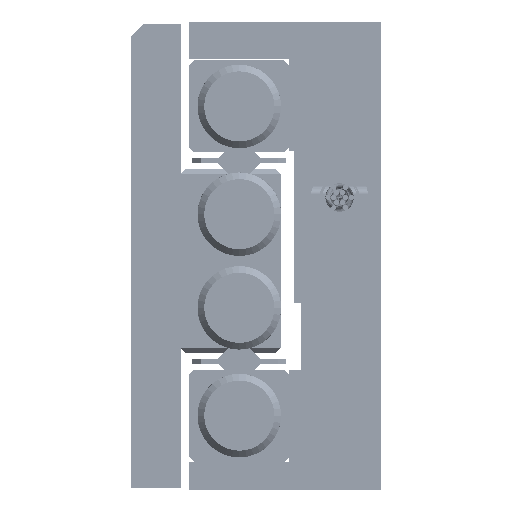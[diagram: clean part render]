
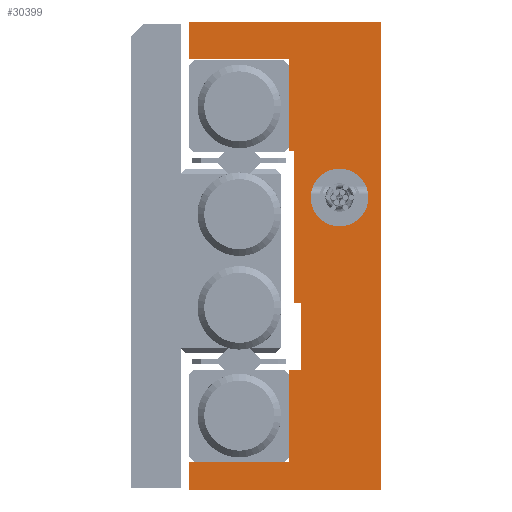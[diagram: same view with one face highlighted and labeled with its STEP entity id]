
A CAD part, left-side view. The second image highlights one B-rep face of the part: STEP entity #30399.
In plain terms, the highlighted planar face has unit normal (-1, 0, 0).
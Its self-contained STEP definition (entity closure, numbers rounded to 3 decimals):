
#921 = ORIENTED_EDGE ( 'NONE', *, *, #47652, .F. ) ;
#1455 = VECTOR ( 'NONE', #47272, 1000. ) ;
#1551 = DIRECTION ( 'NONE',  ( 0., 0., -1. ) ) ;
#3086 = VECTOR ( 'NONE', #8475, 1000. ) ;
#3528 = CARTESIAN_POINT ( 'NONE',  ( -45., 5.2, 6.3 ) ) ;
#3565 = CARTESIAN_POINT ( 'NONE',  ( -45., 11.5, 14. ) ) ;
#3867 = EDGE_CURVE ( 'NONE', #47723, #45210, #61265, .T. ) ;
#3903 = DIRECTION ( 'NONE',  ( 0., -1., 0. ) ) ;
#4156 = VERTEX_POINT ( 'NONE', #35059 ) ;
#4240 = LINE ( 'NONE', #25928, #54860 ) ;
#5655 = VERTEX_POINT ( 'NONE', #34173 ) ;
#6154 = CARTESIAN_POINT ( 'NONE',  ( -45., 11.5, 14. ) ) ;
#6320 = LINE ( 'NONE', #28340, #14011 ) ;
#6685 = DIRECTION ( 'NONE',  ( 0., -1., 0. ) ) ;
#7048 = EDGE_LOOP ( 'NONE', ( #14889, #66361 ) ) ;
#7836 = ORIENTED_EDGE ( 'NONE', *, *, #59901, .F. ) ;
#8179 = VECTOR ( 'NONE', #3903, 1000. ) ;
#8475 = DIRECTION ( 'NONE',  ( 0., 0., 1. ) ) ;
#8515 = LINE ( 'NONE', #3565, #1455 ) ;
#8926 = CARTESIAN_POINT ( 'NONE',  ( -45., 2.5, 1.773 ) ) ;
#9198 = CARTESIAN_POINT ( 'NONE',  ( -45., 5.5, 14. ) ) ;
#9486 = ORIENTED_EDGE ( 'NONE', *, *, #35238, .F. ) ;
#10929 = DIRECTION ( 'NONE',  ( 0., 0., 1. ) ) ;
#12629 = DIRECTION ( 'NONE',  ( 0., 1., 0. ) ) ;
#13224 = DIRECTION ( 'NONE',  ( 0., 0., 1. ) ) ;
#13282 = LINE ( 'NONE', #60497, #31247 ) ;
#13412 = EDGE_CURVE ( 'NONE', #5655, #62087, #13282, .T. ) ;
#14011 = VECTOR ( 'NONE', #50021, 1000. ) ;
#14889 = ORIENTED_EDGE ( 'NONE', *, *, #32859, .F. ) ;
#17332 = VERTEX_POINT ( 'NONE', #55407 ) ;
#17543 = VERTEX_POINT ( 'NONE', #23125 ) ;
#18074 = VECTOR ( 'NONE', #12629, 1000. ) ;
#19796 = EDGE_CURVE ( 'NONE', #38125, #17332, #8515, .T. ) ;
#20109 = AXIS2_PLACEMENT_3D ( 'NONE', #45111, #29094, #61739 ) ;
#20778 = ORIENTED_EDGE ( 'NONE', *, *, #64419, .F. ) ;
#20809 = VERTEX_POINT ( 'NONE', #32878 ) ;
#21380 = EDGE_CURVE ( 'NONE', #46395, #39630, #37433, .T. ) ;
#21409 = ORIENTED_EDGE ( 'NONE', *, *, #21380, .T. ) ;
#21733 = VERTEX_POINT ( 'NONE', #54341 ) ;
#22277 = DIRECTION ( 'NONE',  ( 0., 0., 1. ) ) ;
#22846 = CARTESIAN_POINT ( 'NONE',  ( -45., 5.5, -14. ) ) ;
#23125 = CARTESIAN_POINT ( 'NONE',  ( -45., 11.5, -14. ) ) ;
#23152 = DIRECTION ( 'NONE',  ( 0., -1., 0. ) ) ;
#23699 = DIRECTION ( 'NONE',  ( 0., 0., 1. ) ) ;
#23939 = FACE_BOUND ( 'NONE', #7048, .T. ) ;
#24734 = ORIENTED_EDGE ( 'NONE', *, *, #3867, .F. ) ;
#25073 = AXIS2_PLACEMENT_3D ( 'NONE', #54814, #55169, #1551 ) ;
#25928 = CARTESIAN_POINT ( 'NONE',  ( -45., 4.8, -6.8 ) ) ;
#26176 = ORIENTED_EDGE ( 'NONE', *, *, #70191, .T. ) ;
#27581 = LINE ( 'NONE', #43597, #61532 ) ;
#28304 = CARTESIAN_POINT ( 'NONE',  ( -45., 5.2, 6.3 ) ) ;
#28340 = CARTESIAN_POINT ( 'NONE',  ( -45., 11.5, -14. ) ) ;
#28638 = CARTESIAN_POINT ( 'NONE',  ( -45., 2.5, 3.5 ) ) ;
#28985 = DIRECTION ( 'NONE',  ( -1., 0., 0. ) ) ;
#29013 = VERTEX_POINT ( 'NONE', #52563 ) ;
#29094 = DIRECTION ( 'NONE',  ( -1., 0., 0. ) ) ;
#29544 = DIRECTION ( 'NONE',  ( 0., 0., 1. ) ) ;
#30399 = ADVANCED_FACE ( 'NONE', ( #23939, #61511 ), #45252, .F. ) ;
#30829 = AXIS2_PLACEMENT_3D ( 'NONE', #28638, #28985, #22277 ) ;
#30878 = ORIENTED_EDGE ( 'NONE', *, *, #41119, .F. ) ;
#31247 = VECTOR ( 'NONE', #55206, 1000. ) ;
#31931 = VECTOR ( 'NONE', #6685, 1000. ) ;
#32085 = CARTESIAN_POINT ( 'NONE',  ( -45., 0., -14. ) ) ;
#32314 = EDGE_CURVE ( 'NONE', #17332, #21733, #55344, .T. ) ;
#32746 = ORIENTED_EDGE ( 'NONE', *, *, #56431, .T. ) ;
#32856 = VERTEX_POINT ( 'NONE', #46338 ) ;
#32859 = EDGE_CURVE ( 'NONE', #29013, #63516, #67108, .T. ) ;
#32878 = CARTESIAN_POINT ( 'NONE',  ( -45., 5.2, -2.8 ) ) ;
#33679 = EDGE_CURVE ( 'NONE', #38125, #39630, #57827, .T. ) ;
#34173 = CARTESIAN_POINT ( 'NONE',  ( -45., 5.5, -6.8 ) ) ;
#34701 = CARTESIAN_POINT ( 'NONE',  ( -45., 5.5, 6.3 ) ) ;
#35059 = CARTESIAN_POINT ( 'NONE',  ( -45., 11.5, -12.3 ) ) ;
#35238 = EDGE_CURVE ( 'NONE', #32856, #5655, #56187, .T. ) ;
#35786 = VERTEX_POINT ( 'NONE', #69999 ) ;
#36134 = ORIENTED_EDGE ( 'NONE', *, *, #67981, .T. ) ;
#37433 = LINE ( 'NONE', #32085, #64643 ) ;
#37444 = CARTESIAN_POINT ( 'NONE',  ( -45., 0., 14. ) ) ;
#38125 = VERTEX_POINT ( 'NONE', #6154 ) ;
#38943 = DIRECTION ( 'NONE',  ( 0., 1., 0. ) ) ;
#39630 = VERTEX_POINT ( 'NONE', #37444 ) ;
#40085 = DIRECTION ( 'NONE',  ( 0., 1., 0. ) ) ;
#40856 = CARTESIAN_POINT ( 'NONE',  ( -45., 4.8, -6.8 ) ) ;
#41119 = EDGE_CURVE ( 'NONE', #35786, #20809, #27581, .T. ) ;
#41861 = ORIENTED_EDGE ( 'NONE', *, *, #32314, .T. ) ;
#41943 = ORIENTED_EDGE ( 'NONE', *, *, #19796, .T. ) ;
#43597 = CARTESIAN_POINT ( 'NONE',  ( -45., 4.8, -2.8 ) ) ;
#44784 = VECTOR ( 'NONE', #23699, 1000. ) ;
#44838 = CARTESIAN_POINT ( 'NONE',  ( -45., 5.5, -14. ) ) ;
#45111 = CARTESIAN_POINT ( 'NONE',  ( -45., 2.5, 3.5 ) ) ;
#45183 = LINE ( 'NONE', #44838, #57288 ) ;
#45210 = VERTEX_POINT ( 'NONE', #50370 ) ;
#45252 = PLANE ( 'NONE',  #25073 ) ;
#46338 = CARTESIAN_POINT ( 'NONE',  ( -45., 5.5, -12.3 ) ) ;
#46395 = VERTEX_POINT ( 'NONE', #69614 ) ;
#47272 = DIRECTION ( 'NONE',  ( 0., 0., -1. ) ) ;
#47652 = EDGE_CURVE ( 'NONE', #45210, #21733, #62007, .T. ) ;
#47723 = VERTEX_POINT ( 'NONE', #28304 ) ;
#48766 = VECTOR ( 'NONE', #13224, 1000. ) ;
#50021 = DIRECTION ( 'NONE',  ( 0., 0., -1. ) ) ;
#50370 = CARTESIAN_POINT ( 'NONE',  ( -45., 5.5, 6.3 ) ) ;
#51066 = LINE ( 'NONE', #65992, #54927 ) ;
#52563 = CARTESIAN_POINT ( 'NONE',  ( -45., 2.5, 5.227 ) ) ;
#54341 = CARTESIAN_POINT ( 'NONE',  ( -45., 5.5, 11.8 ) ) ;
#54814 = CARTESIAN_POINT ( 'NONE',  ( -45., 5.5, -14. ) ) ;
#54860 = VECTOR ( 'NONE', #10929, 1000. ) ;
#54927 = VECTOR ( 'NONE', #40085, 1000. ) ;
#55169 = DIRECTION ( 'NONE',  ( 1., 0., 0. ) ) ;
#55206 = DIRECTION ( 'NONE',  ( 0., -1., 0. ) ) ;
#55344 = LINE ( 'NONE', #67076, #31931 ) ;
#55407 = CARTESIAN_POINT ( 'NONE',  ( -45., 11.5, 11.8 ) ) ;
#56187 = LINE ( 'NONE', #22846, #48766 ) ;
#56420 = LINE ( 'NONE', #3528, #3086 ) ;
#56431 = EDGE_CURVE ( 'NONE', #17543, #46395, #45183, .T. ) ;
#57288 = VECTOR ( 'NONE', #23152, 1000. ) ;
#57827 = LINE ( 'NONE', #9198, #8179 ) ;
#59901 = EDGE_CURVE ( 'NONE', #20809, #47723, #56420, .T. ) ;
#60497 = CARTESIAN_POINT ( 'NONE',  ( -45., 5.5, -6.8 ) ) ;
#61121 = ORIENTED_EDGE ( 'NONE', *, *, #13412, .F. ) ;
#61265 = LINE ( 'NONE', #34701, #18074 ) ;
#61270 = CARTESIAN_POINT ( 'NONE',  ( -45., 5.5, -14. ) ) ;
#61511 = FACE_OUTER_BOUND ( 'NONE', #69889, .T. ) ;
#61532 = VECTOR ( 'NONE', #38943, 1000. ) ;
#61739 = DIRECTION ( 'NONE',  ( 0., 0., 1. ) ) ;
#61963 = EDGE_CURVE ( 'NONE', #63516, #29013, #68879, .T. ) ;
#62007 = LINE ( 'NONE', #61270, #44784 ) ;
#62087 = VERTEX_POINT ( 'NONE', #40856 ) ;
#63516 = VERTEX_POINT ( 'NONE', #8926 ) ;
#64419 = EDGE_CURVE ( 'NONE', #62087, #35786, #4240, .T. ) ;
#64643 = VECTOR ( 'NONE', #29544, 1000. ) ;
#65974 = ORIENTED_EDGE ( 'NONE', *, *, #33679, .F. ) ;
#65992 = CARTESIAN_POINT ( 'NONE',  ( -45., 5.5, -12.3 ) ) ;
#66361 = ORIENTED_EDGE ( 'NONE', *, *, #61963, .F. ) ;
#67076 = CARTESIAN_POINT ( 'NONE',  ( -45., 5.5, 11.8 ) ) ;
#67108 = CIRCLE ( 'NONE', #30829, 1.727 ) ;
#67981 = EDGE_CURVE ( 'NONE', #32856, #4156, #51066, .T. ) ;
#68879 = CIRCLE ( 'NONE', #20109, 1.727 ) ;
#69614 = CARTESIAN_POINT ( 'NONE',  ( -45., 0., -14. ) ) ;
#69889 = EDGE_LOOP ( 'NONE', ( #20778, #61121, #9486, #36134, #26176, #32746, #21409, #65974, #41943, #41861, #921, #24734, #7836, #30878 ) ) ;
#69999 = CARTESIAN_POINT ( 'NONE',  ( -45., 4.8, -2.8 ) ) ;
#70191 = EDGE_CURVE ( 'NONE', #4156, #17543, #6320, .T. ) ;
